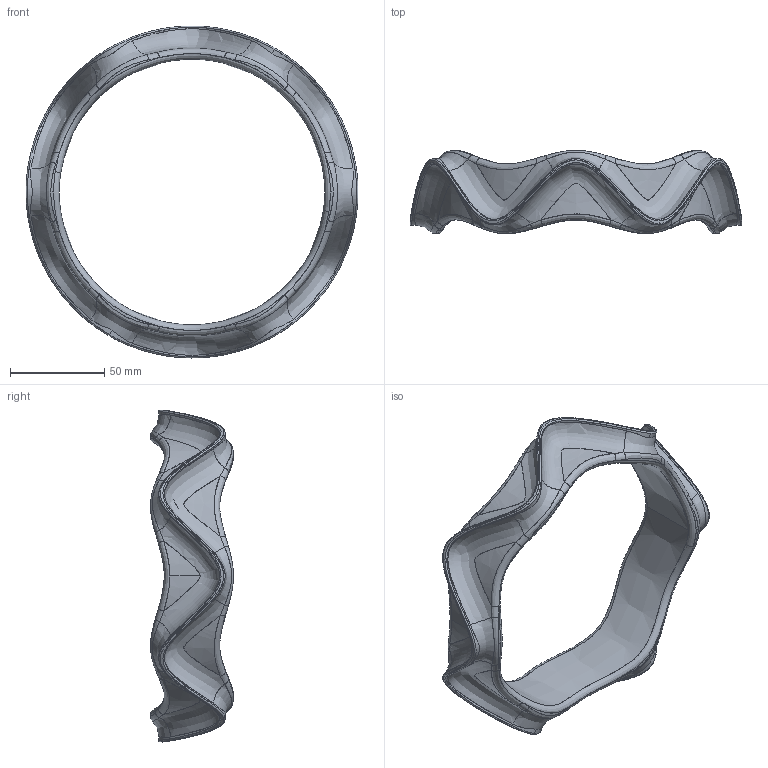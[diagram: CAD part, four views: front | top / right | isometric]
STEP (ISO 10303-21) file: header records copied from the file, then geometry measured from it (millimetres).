
FILE_DESCRIPTION(('FreeCAD Model'),'2;1');
FILE_NAME('Open CASCADE Shape Model','2025-04-25T17:15:33',('FreeCAD'),( 'FreeCAD'),'Open CASCADE STEP processor 7.6','FreeCAD','Unknown');
FILE_SCHEMA(('AUTOMOTIVE_DESIGN { 1 0 10303 214 1 1 1 1 }'));
Products named in the file (1): Open CASCADE STEP translator 7.6 1
Bounding box: 175.86 x 43.97 x 175.86 mm (x, y, z)
Surface area: 47965.4 mm2 (no closed solid volume)
Topology: 0 solids, 116 shells, 116 faces, 2185 edges, 2185 vertices
Faces by surface type: bspline 116
Entity records: 71880 total; most frequent: CARTESIAN_POINT 62569, ORIENTED_EDGE 2185, EDGE_CURVE 2185, VERTEX_POINT 2185, B_SPLINE_CURVE_WITH_KNOTS 2121, SHELL_BASED_SURFACE_MODEL 116, OPEN_SHELL 116, ADVANCED_FACE 116
